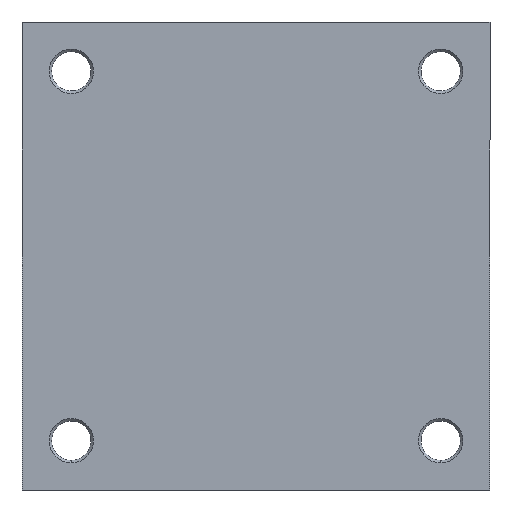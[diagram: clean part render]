
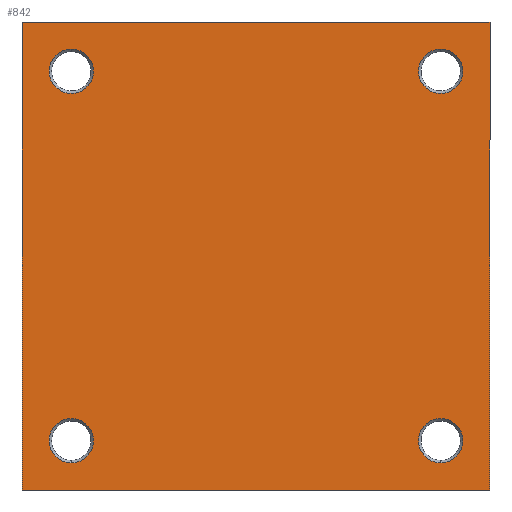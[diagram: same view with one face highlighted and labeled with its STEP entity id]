
A CAD part, front view. The second image highlights one B-rep face of the part: STEP entity #842.
In plain terms, the highlighted planar face has unit normal (0, -1, 0).
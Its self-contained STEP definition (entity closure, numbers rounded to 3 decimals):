
#76 = VERTEX_POINT ( 'NONE', #1160 ) ;
#82 = PLANE ( 'NONE',  #1014 ) ;
#88 = CARTESIAN_POINT ( 'NONE',  ( 47.5, 0., -47.5 ) ) ;
#99 = DIRECTION ( 'NONE',  ( 0., 1., 0. ) ) ;
#104 = ORIENTED_EDGE ( 'NONE', *, *, #1177, .F. ) ;
#113 = CIRCLE ( 'NONE', #1299, 4.5 ) ;
#118 = CARTESIAN_POINT ( 'NONE',  ( 37.5, 0., -33. ) ) ;
#156 = FACE_BOUND ( 'NONE', #619, .T. ) ;
#164 = CARTESIAN_POINT ( 'NONE',  ( -47.5, 0., 47.5 ) ) ;
#170 = AXIS2_PLACEMENT_3D ( 'NONE', #1288, #1548, #1697 ) ;
#183 = VERTEX_POINT ( 'NONE', #1723 ) ;
#191 = ORIENTED_EDGE ( 'NONE', *, *, #252, .T. ) ;
#199 = CIRCLE ( 'NONE', #1107, 4.5 ) ;
#200 = AXIS2_PLACEMENT_3D ( 'NONE', #1025, #328, #1165 ) ;
#212 = EDGE_CURVE ( 'NONE', #1058, #76, #449, .T. ) ;
#221 = FACE_BOUND ( 'NONE', #1203, .T. ) ;
#229 = EDGE_LOOP ( 'NONE', ( #1145, #191 ) ) ;
#252 = EDGE_CURVE ( 'NONE', #337, #1292, #1368, .T. ) ;
#307 = CARTESIAN_POINT ( 'NONE',  ( -47.5, 0., -47.5 ) ) ;
#313 = DIRECTION ( 'NONE',  ( 0., 0., 1. ) ) ;
#326 = DIRECTION ( 'NONE',  ( 0., 1., 0. ) ) ;
#328 = DIRECTION ( 'NONE',  ( 0., 1., 0. ) ) ;
#337 = VERTEX_POINT ( 'NONE', #118 ) ;
#351 = EDGE_CURVE ( 'NONE', #1273, #1670, #447, .T. ) ;
#369 = AXIS2_PLACEMENT_3D ( 'NONE', #761, #1325, #514 ) ;
#376 = CIRCLE ( 'NONE', #200, 4.5 ) ;
#381 = CARTESIAN_POINT ( 'NONE',  ( -37.5, 0., 33. ) ) ;
#390 = DIRECTION ( 'NONE',  ( 0., 0., 1. ) ) ;
#391 = VERTEX_POINT ( 'NONE', #929 ) ;
#446 = DIRECTION ( 'NONE',  ( 0., 0., 1. ) ) ;
#447 = CIRCLE ( 'NONE', #525, 4.5 ) ;
#449 = LINE ( 'NONE', #88, #1500 ) ;
#488 = DIRECTION ( 'NONE',  ( 0., 0., 1. ) ) ;
#489 = LINE ( 'NONE', #164, #762 ) ;
#496 = CARTESIAN_POINT ( 'NONE',  ( 37.5, 0., -42. ) ) ;
#514 = DIRECTION ( 'NONE',  ( 0., 0., 1. ) ) ;
#525 = AXIS2_PLACEMENT_3D ( 'NONE', #1086, #1361, #390 ) ;
#535 = FACE_BOUND ( 'NONE', #229, .T. ) ;
#547 = VERTEX_POINT ( 'NONE', #1425 ) ;
#573 = CARTESIAN_POINT ( 'NONE',  ( 47.5, 0., 47.5 ) ) ;
#575 = EDGE_CURVE ( 'NONE', #76, #1247, #847, .T. ) ;
#583 = FACE_BOUND ( 'NONE', #1225, .T. ) ;
#619 = EDGE_LOOP ( 'NONE', ( #1397, #830 ) ) ;
#694 = ORIENTED_EDGE ( 'NONE', *, *, #212, .F. ) ;
#703 = EDGE_CURVE ( 'NONE', #878, #547, #376, .T. ) ;
#718 = EDGE_CURVE ( 'NONE', #1247, #1780, #1300, .T. ) ;
#727 = VECTOR ( 'NONE', #863, 1000. ) ;
#761 = CARTESIAN_POINT ( 'NONE',  ( 37.5, 0., -37.5 ) ) ;
#762 = VECTOR ( 'NONE', #1677, 1000. ) ;
#793 = ORIENTED_EDGE ( 'NONE', *, *, #1211, .T. ) ;
#806 = VECTOR ( 'NONE', #1554, 1000. ) ;
#830 = ORIENTED_EDGE ( 'NONE', *, *, #869, .T. ) ;
#842 = ADVANCED_FACE ( 'NONE', ( #583, #221, #535, #156, #1572 ), #82, .F. ) ;
#847 = LINE ( 'NONE', #1131, #727 ) ;
#861 = ORIENTED_EDGE ( 'NONE', *, *, #718, .F. ) ;
#863 = DIRECTION ( 'NONE',  ( -1., 0., 0. ) ) ;
#869 = EDGE_CURVE ( 'NONE', #547, #878, #199, .T. ) ;
#878 = VERTEX_POINT ( 'NONE', #381 ) ;
#892 = DIRECTION ( 'NONE',  ( 0., 0., -1. ) ) ;
#895 = CARTESIAN_POINT ( 'NONE',  ( 37.5, 0., 33. ) ) ;
#899 = CARTESIAN_POINT ( 'NONE',  ( -47.5, 0., -47.5 ) ) ;
#905 = DIRECTION ( 'NONE',  ( 0., 1., 0. ) ) ;
#929 = CARTESIAN_POINT ( 'NONE',  ( -37.5, 0., -42. ) ) ;
#963 = CIRCLE ( 'NONE', #170, 4.5 ) ;
#1000 = CIRCLE ( 'NONE', #1569, 4.5 ) ;
#1014 = AXIS2_PLACEMENT_3D ( 'NONE', #1588, #99, #1064 ) ;
#1025 = CARTESIAN_POINT ( 'NONE',  ( -37.5, 0., 37.5 ) ) ;
#1058 = VERTEX_POINT ( 'NONE', #573 ) ;
#1064 = DIRECTION ( 'NONE',  ( 0., 0., 1. ) ) ;
#1086 = CARTESIAN_POINT ( 'NONE',  ( 37.5, 0., 37.5 ) ) ;
#1107 = AXIS2_PLACEMENT_3D ( 'NONE', #1722, #905, #1728 ) ;
#1111 = CIRCLE ( 'NONE', #1582, 4.5 ) ;
#1131 = CARTESIAN_POINT ( 'NONE',  ( -47.5, 0., -47.5 ) ) ;
#1138 = CARTESIAN_POINT ( 'NONE',  ( 37.5, 0., 37.5 ) ) ;
#1145 = ORIENTED_EDGE ( 'NONE', *, *, #1355, .T. ) ;
#1160 = CARTESIAN_POINT ( 'NONE',  ( 47.5, 0., -47.5 ) ) ;
#1165 = DIRECTION ( 'NONE',  ( 0., 0., 1. ) ) ;
#1175 = EDGE_CURVE ( 'NONE', #1670, #1273, #1000, .T. ) ;
#1177 = EDGE_CURVE ( 'NONE', #1780, #1058, #489, .T. ) ;
#1185 = CARTESIAN_POINT ( 'NONE',  ( 37.5, 0., -37.5 ) ) ;
#1203 = EDGE_LOOP ( 'NONE', ( #1289, #1507 ) ) ;
#1211 = EDGE_CURVE ( 'NONE', #391, #183, #963, .T. ) ;
#1225 = EDGE_LOOP ( 'NONE', ( #793, #1354 ) ) ;
#1236 = CARTESIAN_POINT ( 'NONE',  ( 37.5, 0., 42. ) ) ;
#1247 = VERTEX_POINT ( 'NONE', #307 ) ;
#1273 = VERTEX_POINT ( 'NONE', #895 ) ;
#1288 = CARTESIAN_POINT ( 'NONE',  ( -37.5, 0., -37.5 ) ) ;
#1289 = ORIENTED_EDGE ( 'NONE', *, *, #351, .T. ) ;
#1292 = VERTEX_POINT ( 'NONE', #496 ) ;
#1299 = AXIS2_PLACEMENT_3D ( 'NONE', #1185, #1725, #488 ) ;
#1300 = LINE ( 'NONE', #899, #806 ) ;
#1325 = DIRECTION ( 'NONE',  ( 0., 1., 0. ) ) ;
#1354 = ORIENTED_EDGE ( 'NONE', *, *, #1757, .T. ) ;
#1355 = EDGE_CURVE ( 'NONE', #1292, #337, #113, .T. ) ;
#1361 = DIRECTION ( 'NONE',  ( 0., 1., 0. ) ) ;
#1368 = CIRCLE ( 'NONE', #369, 4.5 ) ;
#1377 = ORIENTED_EDGE ( 'NONE', *, *, #575, .F. ) ;
#1397 = ORIENTED_EDGE ( 'NONE', *, *, #703, .T. ) ;
#1401 = DIRECTION ( 'NONE',  ( 0., 1., 0. ) ) ;
#1425 = CARTESIAN_POINT ( 'NONE',  ( -37.5, 0., 42. ) ) ;
#1500 = VECTOR ( 'NONE', #892, 1000. ) ;
#1507 = ORIENTED_EDGE ( 'NONE', *, *, #1175, .T. ) ;
#1532 = CARTESIAN_POINT ( 'NONE',  ( -37.5, 0., -37.5 ) ) ;
#1544 = EDGE_LOOP ( 'NONE', ( #694, #104, #861, #1377 ) ) ;
#1548 = DIRECTION ( 'NONE',  ( 0., 1., 0. ) ) ;
#1554 = DIRECTION ( 'NONE',  ( 0., 0., 1. ) ) ;
#1569 = AXIS2_PLACEMENT_3D ( 'NONE', #1138, #326, #313 ) ;
#1572 = FACE_OUTER_BOUND ( 'NONE', #1544, .T. ) ;
#1582 = AXIS2_PLACEMENT_3D ( 'NONE', #1532, #1401, #446 ) ;
#1588 = CARTESIAN_POINT ( 'NONE',  ( 0., 0., 0. ) ) ;
#1669 = CARTESIAN_POINT ( 'NONE',  ( -47.5, 0., 47.5 ) ) ;
#1670 = VERTEX_POINT ( 'NONE', #1236 ) ;
#1677 = DIRECTION ( 'NONE',  ( 1., 0., 0. ) ) ;
#1697 = DIRECTION ( 'NONE',  ( 0., 0., 1. ) ) ;
#1722 = CARTESIAN_POINT ( 'NONE',  ( -37.5, 0., 37.5 ) ) ;
#1723 = CARTESIAN_POINT ( 'NONE',  ( -37.5, 0., -33. ) ) ;
#1725 = DIRECTION ( 'NONE',  ( 0., 1., 0. ) ) ;
#1728 = DIRECTION ( 'NONE',  ( 0., 0., 1. ) ) ;
#1757 = EDGE_CURVE ( 'NONE', #183, #391, #1111, .T. ) ;
#1780 = VERTEX_POINT ( 'NONE', #1669 ) ;
